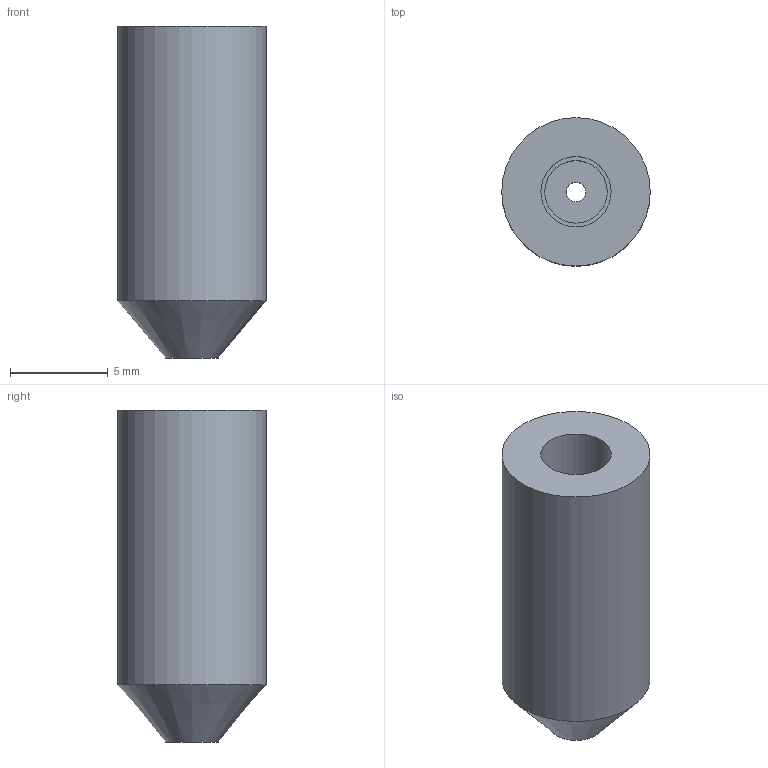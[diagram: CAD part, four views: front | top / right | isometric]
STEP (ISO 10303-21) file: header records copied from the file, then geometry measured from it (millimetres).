
FILE_DESCRIPTION(/* description */ (''),/* implementation_level */ '2;1');
FILE_NAME(/* name */ 'LEDCowl v1.step',/* time_stamp */ '2024-06-04T15:50:31-04:00',/* author */ (''),/* organization */ (''),/* preprocessor_version */ 'ST-DEVELOPER v20',/* originating_system */ 'Autodesk Translation Framework v13.14.0.145',/* authorisation */ '');
FILE_SCHEMA (('AUTOMOTIVE_DESIGN { 1 0 10303 214 3 1 1 }'));
Length unit declared in the file: millimetre
Products named in the file (1): LEDCowl
Bounding box: 7.6 x 7.6 x 17 mm (x, y, z)
Volume: 625.7 mm3; surface area: 559.4 mm2
Topology: 1 solids, 1 shells, 10 faces, 17 edges, 11 vertices
Faces by surface type: plane 4, cylinder 4, bspline 1, cone 1
Full cylindrical faces by diameter (mm): 1 x1, 3.2 x1, 3.6 x1, 7.6 x1
Entity records: 341 total; most frequent: CARTESIAN_POINT 111, DIRECTION 42, ORIENTED_EDGE 34, AXIS2_PLACEMENT_3D 18, EDGE_CURVE 17, EDGE_LOOP 14, VERTEX_POINT 11, FACE_OUTER_BOUND 10
